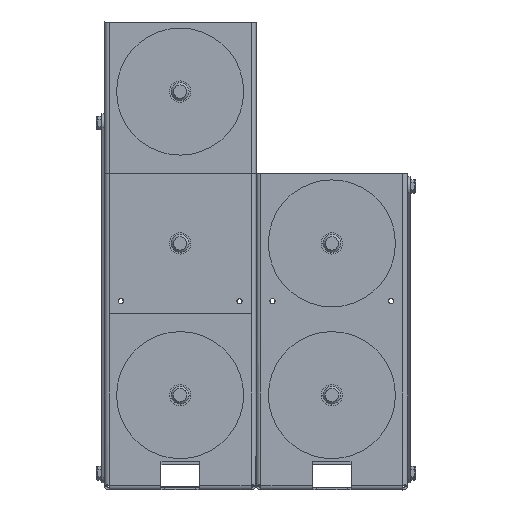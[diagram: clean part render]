
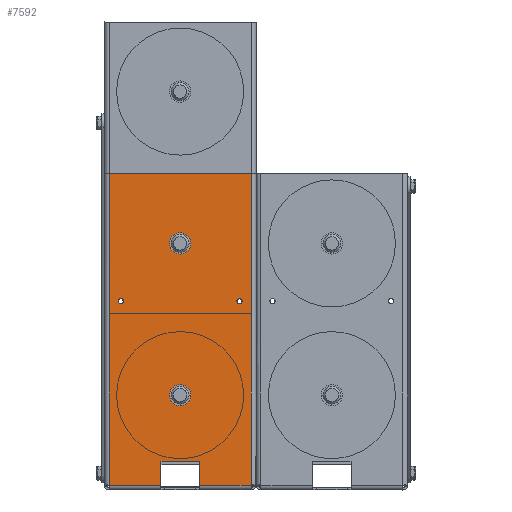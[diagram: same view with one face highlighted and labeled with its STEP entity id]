
A CAD part, front view. The second image highlights one B-rep face of the part: STEP entity #7592.
In plain terms, the highlighted planar face has unit normal (0, -1, 0).
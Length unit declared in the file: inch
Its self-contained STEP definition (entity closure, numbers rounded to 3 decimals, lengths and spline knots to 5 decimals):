
#292=FACE_BOUND('',#1210,.T.);
#293=FACE_BOUND('',#1211,.T.);
#294=FACE_BOUND('',#1212,.T.);
#295=FACE_BOUND('',#1213,.T.);
#481=PLANE('',#8404);
#769=FACE_OUTER_BOUND('',#1209,.T.);
#1209=EDGE_LOOP('',(#5526,#5527,#5528,#5529,#5530,#5531,#5532,#5533,#5534,
#5535,#5536,#5537));
#1210=EDGE_LOOP('',(#5538));
#1211=EDGE_LOOP('',(#5539));
#1212=EDGE_LOOP('',(#5540));
#1213=EDGE_LOOP('',(#5541));
#1827=LINE('',#11781,#2476);
#1829=LINE('',#11787,#2478);
#1833=LINE('',#11797,#2482);
#1834=LINE('',#11799,#2483);
#1835=LINE('',#11801,#2484);
#1836=LINE('',#11803,#2485);
#1837=LINE('',#11805,#2486);
#1838=LINE('',#11807,#2487);
#1839=LINE('',#11809,#2488);
#1840=LINE('',#11811,#2489);
#1841=LINE('',#11813,#2490);
#1842=LINE('',#11814,#2491);
#2476=VECTOR('',#9520,0.3937);
#2478=VECTOR('',#9526,0.3937);
#2482=VECTOR('',#9534,0.3937);
#2483=VECTOR('',#9535,0.3937);
#2484=VECTOR('',#9536,0.3937);
#2485=VECTOR('',#9537,0.3937);
#2486=VECTOR('',#9538,0.3937);
#2487=VECTOR('',#9539,0.3937);
#2488=VECTOR('',#9540,0.3937);
#2489=VECTOR('',#9541,0.3937);
#2490=VECTOR('',#9542,0.3937);
#2491=VECTOR('',#9543,0.3937);
#3097=CIRCLE('',#8388,0.28);
#3099=CIRCLE('',#8391,0.28);
#3101=CIRCLE('',#8394,0.07);
#3103=CIRCLE('',#8397,0.07);
#3498=VERTEX_POINT('',#11753);
#3500=VERTEX_POINT('',#11759);
#3502=VERTEX_POINT('',#11765);
#3504=VERTEX_POINT('',#11771);
#3507=VERTEX_POINT('',#11778);
#3508=VERTEX_POINT('',#11780);
#3510=VERTEX_POINT('',#11786);
#3514=VERTEX_POINT('',#11796);
#3515=VERTEX_POINT('',#11798);
#3516=VERTEX_POINT('',#11800);
#3517=VERTEX_POINT('',#11802);
#3518=VERTEX_POINT('',#11804);
#3519=VERTEX_POINT('',#11806);
#3520=VERTEX_POINT('',#11808);
#3521=VERTEX_POINT('',#11810);
#3522=VERTEX_POINT('',#11812);
#4275=EDGE_CURVE('',#3498,#3498,#3097,.T.);
#4278=EDGE_CURVE('',#3500,#3500,#3099,.T.);
#4281=EDGE_CURVE('',#3502,#3502,#3101,.T.);
#4284=EDGE_CURVE('',#3504,#3504,#3103,.T.);
#4288=EDGE_CURVE('',#3507,#3508,#1827,.T.);
#4291=EDGE_CURVE('',#3510,#3508,#1829,.T.);
#4296=EDGE_CURVE('',#3514,#3507,#1833,.T.);
#4297=EDGE_CURVE('',#3515,#3514,#1834,.T.);
#4298=EDGE_CURVE('',#3516,#3515,#1835,.T.);
#4299=EDGE_CURVE('',#3517,#3516,#1836,.T.);
#4300=EDGE_CURVE('',#3517,#3518,#1837,.T.);
#4301=EDGE_CURVE('',#3518,#3519,#1838,.T.);
#4302=EDGE_CURVE('',#3519,#3520,#1839,.T.);
#4303=EDGE_CURVE('',#3520,#3521,#1840,.T.);
#4304=EDGE_CURVE('',#3521,#3522,#1841,.T.);
#4305=EDGE_CURVE('',#3522,#3510,#1842,.T.);
#5526=ORIENTED_EDGE('',*,*,#4288,.F.);
#5527=ORIENTED_EDGE('',*,*,#4296,.F.);
#5528=ORIENTED_EDGE('',*,*,#4297,.F.);
#5529=ORIENTED_EDGE('',*,*,#4298,.F.);
#5530=ORIENTED_EDGE('',*,*,#4299,.F.);
#5531=ORIENTED_EDGE('',*,*,#4300,.T.);
#5532=ORIENTED_EDGE('',*,*,#4301,.T.);
#5533=ORIENTED_EDGE('',*,*,#4302,.T.);
#5534=ORIENTED_EDGE('',*,*,#4303,.T.);
#5535=ORIENTED_EDGE('',*,*,#4304,.T.);
#5536=ORIENTED_EDGE('',*,*,#4305,.T.);
#5537=ORIENTED_EDGE('',*,*,#4291,.T.);
#5538=ORIENTED_EDGE('',*,*,#4275,.T.);
#5539=ORIENTED_EDGE('',*,*,#4278,.T.);
#5540=ORIENTED_EDGE('',*,*,#4281,.T.);
#5541=ORIENTED_EDGE('',*,*,#4284,.T.);
#7592=ADVANCED_FACE('',(#769,#292,#293,#294,#295),#481,.T.);
#8388=AXIS2_PLACEMENT_3D('',#11754,#9490,#9491);
#8391=AXIS2_PLACEMENT_3D('',#11760,#9497,#9498);
#8394=AXIS2_PLACEMENT_3D('',#11766,#9504,#9505);
#8397=AXIS2_PLACEMENT_3D('',#11772,#9511,#9512);
#8404=AXIS2_PLACEMENT_3D('',#11795,#9532,#9533);
#9490=DIRECTION('center_axis',(0.,1.,0.));
#9491=DIRECTION('ref_axis',(-1.,0.,0.));
#9497=DIRECTION('center_axis',(0.,1.,0.));
#9498=DIRECTION('ref_axis',(-1.,0.,0.));
#9504=DIRECTION('center_axis',(0.,1.,0.));
#9505=DIRECTION('ref_axis',(-1.,0.,0.));
#9511=DIRECTION('center_axis',(0.,1.,0.));
#9512=DIRECTION('ref_axis',(-1.,0.,0.));
#9520=DIRECTION('',(0.,0.,-1.));
#9526=DIRECTION('',(1.,0.,0.));
#9532=DIRECTION('center_axis',(0.,-1.,0.));
#9533=DIRECTION('ref_axis',(0.,0.,-1.));
#9534=DIRECTION('',(1.,0.,0.));
#9535=DIRECTION('',(0.,0.,1.));
#9536=DIRECTION('',(-1.,0.,0.));
#9537=DIRECTION('',(0.,0.,-1.));
#9538=DIRECTION('',(-1.,0.,0.));
#9539=DIRECTION('',(0.,0.,1.));
#9540=DIRECTION('',(-1.,0.,0.));
#9541=DIRECTION('',(0.,0.,1.));
#9542=DIRECTION('',(1.,0.,0.));
#9543=DIRECTION('',(0.,0.,1.));
#11753=CARTESIAN_POINT('',(-2.22,-0.0635,0.));
#11754=CARTESIAN_POINT('Origin',(-2.5,-0.0635,
0.));
#11759=CARTESIAN_POINT('',(-6.22,-0.0635,0.));
#11760=CARTESIAN_POINT('Origin',(-6.5,-0.0635,
0.));
#11765=CARTESIAN_POINT('',(-4.91,-0.0635,-1.565));
#11766=CARTESIAN_POINT('Origin',(-4.98,-0.0635,-1.565));
#11771=CARTESIAN_POINT('',(-4.91,-0.0635,1.565));
#11772=CARTESIAN_POINT('Origin',(-4.98,-0.0635,1.565));
#11778=CARTESIAN_POINT('',(-0.127,-0.0635,1.873));
#11780=CARTESIAN_POINT('',(-0.127,-0.0635,0.505));
#11781=CARTESIAN_POINT('',(-0.127,-0.0635,0.));
#11786=CARTESIAN_POINT('',(-0.76,-0.0635,0.505));
#11787=CARTESIAN_POINT('',(0.,-0.0635,0.505));
#11795=CARTESIAN_POINT('Origin',(0.,-0.0635,0.));
#11796=CARTESIAN_POINT('',(-8.34,-0.0635,1.873));
#11797=CARTESIAN_POINT('',(-0.6063,-0.0635,1.873));
#11798=CARTESIAN_POINT('',(-8.34,-0.0635,-1.873));
#11799=CARTESIAN_POINT('',(-8.34,-0.0635,0.));
#11800=CARTESIAN_POINT('',(-0.127,-0.0635,-1.873));
#11801=CARTESIAN_POINT('',(-0.6063,-0.0635,-1.873));
#11802=CARTESIAN_POINT('',(-0.127,-0.0635,-0.505));
#11803=CARTESIAN_POINT('',(-0.127,-0.0635,0.));
#11804=CARTESIAN_POINT('',(-0.76,-0.0635,-0.505));
#11805=CARTESIAN_POINT('',(0.,-0.0635,-0.505));
#11806=CARTESIAN_POINT('',(-0.76,-0.0635,-0.475));
#11807=CARTESIAN_POINT('',(-0.76,-0.0635,-0.2275));
#11808=CARTESIAN_POINT('',(-0.7635,-0.0635,-0.475));
#11809=CARTESIAN_POINT('',(-0.38175,-0.0635,-0.475));
#11810=CARTESIAN_POINT('',(-0.7635,-0.0635,0.475));
#11811=CARTESIAN_POINT('',(-0.7635,-0.0635,0.2375));
#11812=CARTESIAN_POINT('',(-0.76,-0.0635,0.475));
#11813=CARTESIAN_POINT('',(-0.03175,-0.0635,0.475));
#11814=CARTESIAN_POINT('',(-0.76,-0.0635,0.2275));
